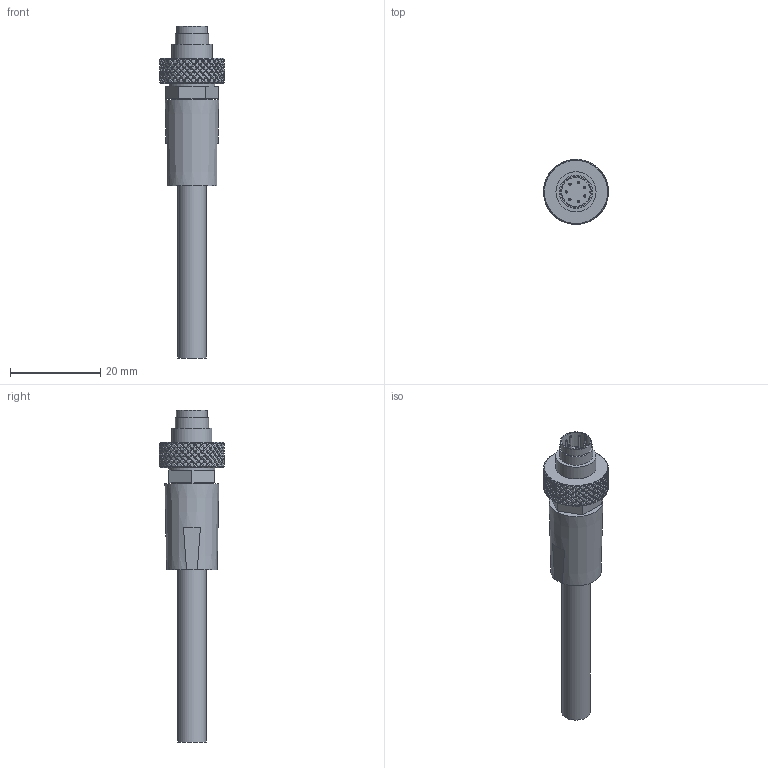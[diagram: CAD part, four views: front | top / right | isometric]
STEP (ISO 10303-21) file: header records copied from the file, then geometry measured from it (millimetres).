
FILE_DESCRIPTION(/* description */ (''),/* implementation_level */ '2;1');
FILE_NAME(/* name */ 'C84.stp',/* time_stamp */ '2020-05-01T14:42:55-04:00',/* author */ ('lcup'),/* organization */ (''),/* preprocessor_version */ 'ST-DEVELOPER v18',/* originating_system */ 'Autodesk Inventor 2020',/* authorisation */ '');
FILE_SCHEMA (('AUTOMOTIVE_DESIGN { 1 0 10303 214 3 1 1 }'));
Products named in the file (1): C84
Bounding box: 14.41 x 14.39 x 73.48 mm (x, y, z)
Volume: 4627.4 mm3; surface area: 2615.4 mm2
Topology: 1 solids, 1 shells, 1888 faces, 4683 edges, 3025 vertices
Faces by surface type: plane 1865, cylinder 15, bspline 7, cone 1
Full cylindrical faces by diameter (mm): 0.508 x7, 6.35 x1, 6.858 x1, 7.366 x1, 8.496 x1, 8.89 x1, 10.16 x1, 13.97 x1
Entity records: 56047 total; most frequent: DIRECTION 9841, CARTESIAN_POINT 9787, ORIENTED_EDGE 9366, EDGE_CURVE 4683, LINE 3281, VECTOR 3281, AXIS2_PLACEMENT_3D 3280, VERTEX_POINT 3025
